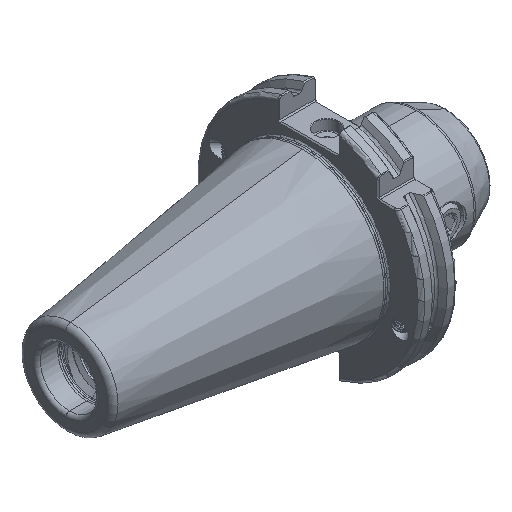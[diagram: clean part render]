
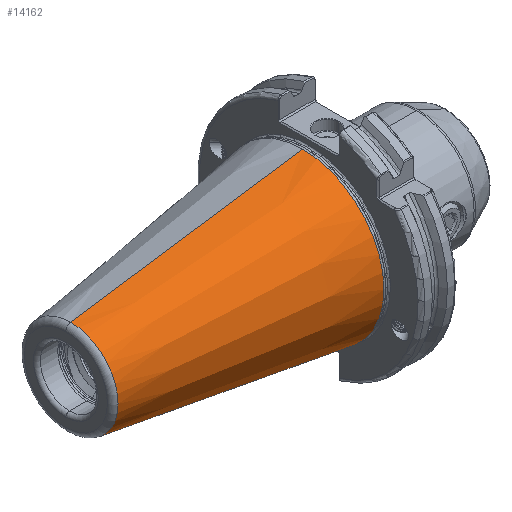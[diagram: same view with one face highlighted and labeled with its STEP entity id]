
A CAD part, isometric view. The second image highlights one B-rep face of the part: STEP entity #14162.
In plain terms, the highlighted conical face has half-angle 8.297 degrees and reference radius 35.392 mm.
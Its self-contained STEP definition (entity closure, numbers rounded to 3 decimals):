
#804 = CIRCLE ( 'NONE', #14689, 35.027 ) ;
#855 = CIRCLE ( 'NONE', #14680, 35.027 ) ;
#926 = CONICAL_SURFACE ( 'NONE', #14442, 35.392, 0.145 ) ;
#949 = FACE_OUTER_BOUND ( 'NONE', #5558, .T. ) ;
#1730 = CIRCLE ( 'NONE', #14838, 20.399 ) ;
#3810 = CARTESIAN_POINT ( 'NONE',  ( 0., 0., 0. ) ) ;
#3814 = DIRECTION ( 'NONE',  ( 1., 0., 0. ) ) ;
#3816 = DIRECTION ( 'NONE',  ( 0., 0., -1. ) ) ;
#4531 = VECTOR ( 'NONE', #27603, 1000. ) ;
#4545 = LINE ( 'NONE', #27613, #4531 ) ;
#4574 = LINE ( 'NONE', #32509, #4580 ) ;
#4580 = VECTOR ( 'NONE', #32654, 1000. ) ;
#5558 = EDGE_LOOP ( 'NONE', ( #21569, #21511, #16224, #16263, #21582 ) ) ;
#14162 = ADVANCED_FACE ( 'NONE', ( #949 ), #926, .T. ) ;
#14442 = AXIS2_PLACEMENT_3D ( 'NONE', #3810, #3814, #3816 ) ;
#14680 = AXIS2_PLACEMENT_3D ( 'NONE', #20907, #20910, #20885 ) ;
#14689 = AXIS2_PLACEMENT_3D ( 'NONE', #21370, #21330, #21393 ) ;
#14838 = AXIS2_PLACEMENT_3D ( 'NONE', #30573, #30578, #30604 ) ;
#16224 = ORIENTED_EDGE ( 'NONE', *, *, #31939, .T. ) ;
#16263 = ORIENTED_EDGE ( 'NONE', *, *, #31763, .F. ) ;
#17653 = CARTESIAN_POINT ( 'NONE',  ( -2.5, 0., -35.027 ) ) ;
#17658 = CARTESIAN_POINT ( 'NONE',  ( -102.811, 0., -20.399 ) ) ;
#17678 = CARTESIAN_POINT ( 'NONE',  ( -102.811, 0., 20.399 ) ) ;
#17722 = CARTESIAN_POINT ( 'NONE',  ( -2.5, -35.027, 0. ) ) ;
#17741 = CARTESIAN_POINT ( 'NONE',  ( -2.5, 0., 35.027 ) ) ;
#20885 = DIRECTION ( 'NONE',  ( 0., 1., 0. ) ) ;
#20907 = CARTESIAN_POINT ( 'NONE',  ( -2.5, 0., 0. ) ) ;
#20910 = DIRECTION ( 'NONE',  ( 1., 0., 0. ) ) ;
#21330 = DIRECTION ( 'NONE',  ( 1., 0., 0. ) ) ;
#21370 = CARTESIAN_POINT ( 'NONE',  ( -2.5, 0., 0. ) ) ;
#21393 = DIRECTION ( 'NONE',  ( 0., 1., 0. ) ) ;
#21511 = ORIENTED_EDGE ( 'NONE', *, *, #39601, .T. ) ;
#21569 = ORIENTED_EDGE ( 'NONE', *, *, #31970, .F. ) ;
#21582 = ORIENTED_EDGE ( 'NONE', *, *, #31809, .F. ) ;
#27603 = DIRECTION ( 'NONE',  ( 0.99, 0., -0.144 ) ) ;
#27613 = CARTESIAN_POINT ( 'NONE',  ( 0., 0., -35.392 ) ) ;
#30573 = CARTESIAN_POINT ( 'NONE',  ( -102.811, 0., 0. ) ) ;
#30578 = DIRECTION ( 'NONE',  ( 1., 0., 0. ) ) ;
#30604 = DIRECTION ( 'NONE',  ( 0., 0., 1. ) ) ;
#31763 = EDGE_CURVE ( 'NONE', #34040, #33999, #855, .T. ) ;
#31809 = EDGE_CURVE ( 'NONE', #34050, #34040, #804, .T. ) ;
#31939 = EDGE_CURVE ( 'NONE', #33962, #33999, #4545, .T. ) ;
#31970 = EDGE_CURVE ( 'NONE', #33987, #34050, #4574, .T. ) ;
#32509 = CARTESIAN_POINT ( 'NONE',  ( 0., 0., 35.392 ) ) ;
#32654 = DIRECTION ( 'NONE',  ( 0.99, 0., 0.144 ) ) ;
#33962 = VERTEX_POINT ( 'NONE', #17658 ) ;
#33987 = VERTEX_POINT ( 'NONE', #17678 ) ;
#33999 = VERTEX_POINT ( 'NONE', #17653 ) ;
#34040 = VERTEX_POINT ( 'NONE', #17722 ) ;
#34050 = VERTEX_POINT ( 'NONE', #17741 ) ;
#39601 = EDGE_CURVE ( 'NONE', #33987, #33962, #1730, .T. ) ;
